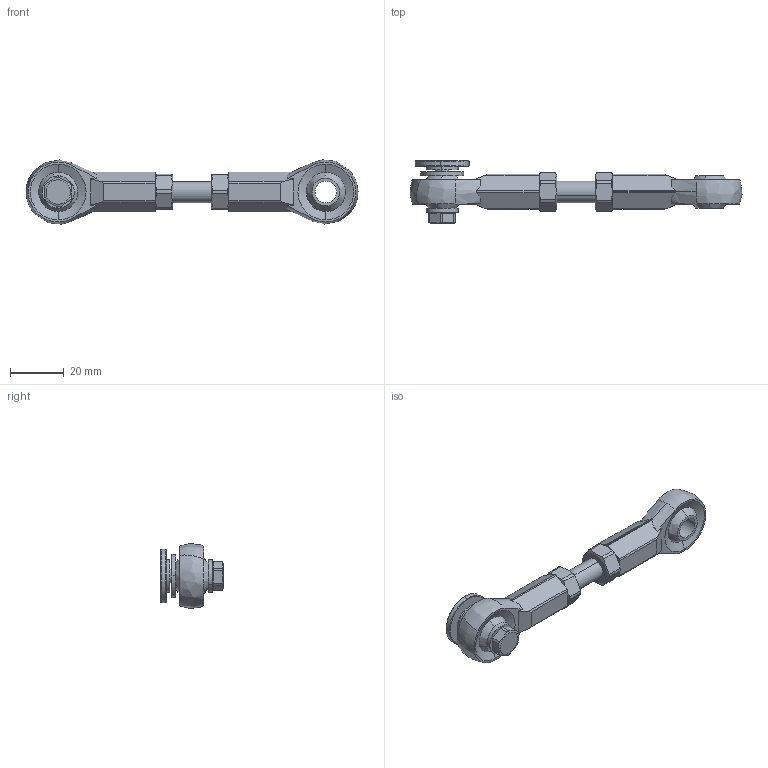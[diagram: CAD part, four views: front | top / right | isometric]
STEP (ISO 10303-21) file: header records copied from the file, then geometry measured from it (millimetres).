
FILE_DESCRIPTION (( 'STEP AP203' ), '1' );
FILE_NAME ('M034_M9230-04-xxxx.STEP', '2018-05-30T08:42:53', ( '' ), ( '' ), 'SwSTEP 2.0', 'SolidWorks 2016', '' );
FILE_SCHEMA (( 'CONFIG_CONTROL_DESIGN' ));
Length unit declared in the file: millimetre
Products named in the file (1): M034_M9230-04-xxxx
Bounding box: 123.24 x 23.1 x 23.89 mm (x, y, z)
Surface area: 9310.8 mm2 (no closed solid volume)
Topology: 0 solids, 10 shells, 146 faces, 418 edges, 278 vertices
Faces by surface type: plane 50, cylinder 44, bspline 28, cone 16, torus 8
Entity records: 5128 total; most frequent: CARTESIAN_POINT 1355, DIRECTION 778, ORIENTED_EDGE 774, EDGE_CURVE 418, AXIS2_PLACEMENT_3D 313, VERTEX_POINT 278, CIRCLE 194, EDGE_LOOP 160
